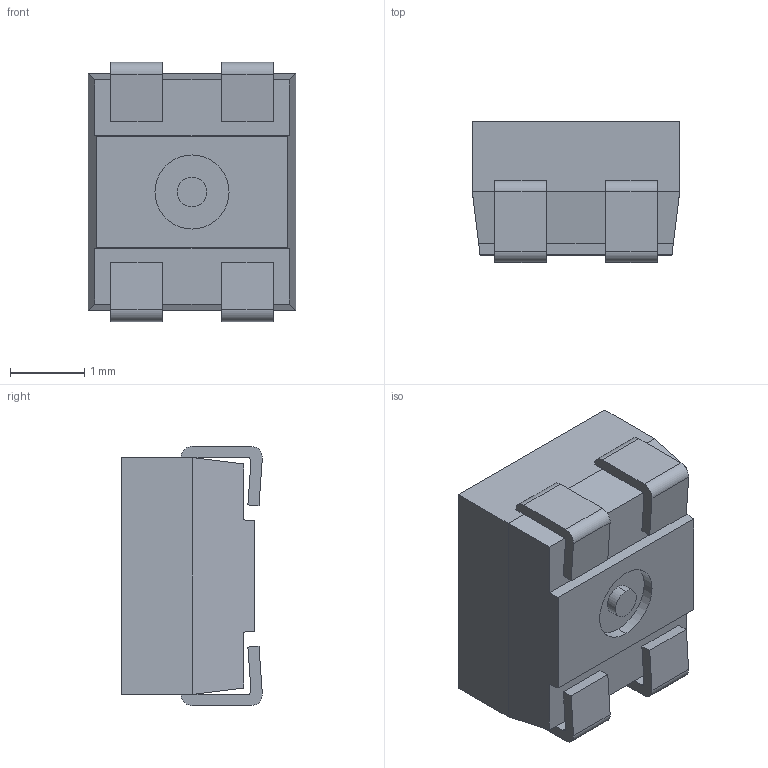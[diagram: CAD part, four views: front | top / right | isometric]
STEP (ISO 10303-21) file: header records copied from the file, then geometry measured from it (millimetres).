
FILE_DESCRIPTION (( 'STEP AP214' ), '1' );
FILE_NAME ('LTST-E682KRKGWT.STEP', '2018-05-10T07:33:47', ( '' ), ( '' ), 'SwSTEP 2.0', 'SolidWorks 2017', '' );
FILE_SCHEMA (( 'AUTOMOTIVE_DESIGN' ));
Length unit declared in the file: millimetre
Products named in the file (1): LTST-E682KRKGWT
Bounding box: 2.8 x 1.9 x 3.5 mm (x, y, z)
Volume: 14.3 mm3; surface area: 51.1 mm2
Topology: 5 solids, 5 shells, 64 faces, 150 edges, 99 vertices
Faces by surface type: plane 46, cylinder 16, sphere 2
Entity records: 1896 total; most frequent: DIRECTION 316, CARTESIAN_POINT 314, ORIENTED_EDGE 300, EDGE_CURVE 150, VECTOR 114, LINE 114, AXIS2_PLACEMENT_3D 101, VERTEX_POINT 99
